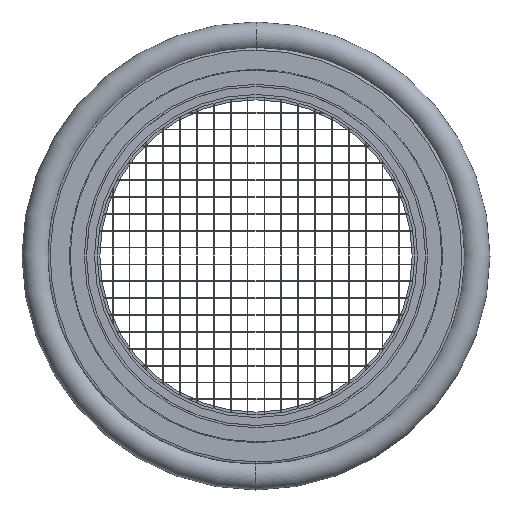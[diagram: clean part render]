
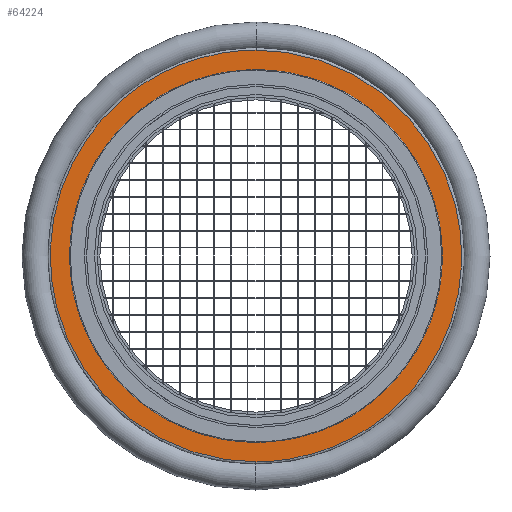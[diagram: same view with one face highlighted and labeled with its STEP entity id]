
A CAD part, left-side view. The second image highlights one B-rep face of the part: STEP entity #64224.
In plain terms, the highlighted planar face has unit normal (-1, 0, 0).
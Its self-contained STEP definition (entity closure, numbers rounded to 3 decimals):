
#3778 = CARTESIAN_POINT ( 'NONE',  ( -1.95, 77.098, 38.549 ) ) ;
#4278 = ORIENTED_EDGE ( 'NONE', *, *, #48223, .F. ) ;
#4878 = AXIS2_PLACEMENT_3D ( 'NONE', #40987, #8557, #46455 ) ;
#7911 = CARTESIAN_POINT ( 'NONE',  ( -1.95, 0., -34.9 ) ) ;
#8557 = DIRECTION ( 'NONE',  ( -1., 0., 0. ) ) ;
#9795 = CARTESIAN_POINT ( 'NONE',  ( -1.95, 0., 38.549 ) ) ;
#12337 = EDGE_CURVE ( 'NONE', #51008, #63077, #33511, .T. ) ;
#13162 = DIRECTION ( 'NONE',  ( 1., 0., 0. ) ) ;
#15264 = CARTESIAN_POINT ( 'NONE',  ( -1.95, -77.098, 38.549 ) ) ;
#16722 = FACE_BOUND ( 'NONE', #29706, .T. ) ;
#18050 =( BOUNDED_CURVE ( )  B_SPLINE_CURVE ( 3, ( #9795, #15264, #53205, #20666 ),
 .UNSPECIFIED., .F., .T. ) 
 B_SPLINE_CURVE_WITH_KNOTS ( ( 4, 4 ),
 ( 0., 1. ),
 .UNSPECIFIED. ) 
 CURVE ( )  GEOMETRIC_REPRESENTATION_ITEM ( )  RATIONAL_B_SPLINE_CURVE ( ( 1., 0.333, 0.333, 1. ) ) 
 REPRESENTATION_ITEM ( '' )  );
#18267 = EDGE_CURVE ( 'NONE', #63077, #51008, #55708, .T. ) ;
#20666 = CARTESIAN_POINT ( 'NONE',  ( -1.95, 0., -38.549 ) ) ;
#26618 = DIRECTION ( 'NONE',  ( -1., 0., 0. ) ) ;
#28500 = EDGE_CURVE ( 'NONE', #68648, #54146, #34810, .T. ) ;
#29643 = AXIS2_PLACEMENT_3D ( 'NONE', #59282, #26618, #64751 ) ;
#29706 = EDGE_LOOP ( 'NONE', ( #38014, #67283 ) ) ;
#29973 = CARTESIAN_POINT ( 'NONE',  ( -1.95, 0., 34.9 ) ) ;
#33511 = CIRCLE ( 'NONE', #29643, 34.9 ) ;
#33878 = EDGE_LOOP ( 'NONE', ( #4278, #41575 ) ) ;
#34810 =( BOUNDED_CURVE ( )  B_SPLINE_CURVE ( 3, ( #41696, #68837, #3778, #47151 ),
 .UNSPECIFIED., .F., .T. ) 
 B_SPLINE_CURVE_WITH_KNOTS ( ( 4, 4 ),
 ( 0., 1. ),
 .UNSPECIFIED. ) 
 CURVE ( )  GEOMETRIC_REPRESENTATION_ITEM ( )  RATIONAL_B_SPLINE_CURVE ( ( 1., 0.333, 0.333, 1. ) ) 
 REPRESENTATION_ITEM ( '' )  );
#38014 = ORIENTED_EDGE ( 'NONE', *, *, #18267, .F. ) ;
#39172 = CARTESIAN_POINT ( 'NONE',  ( -1.95, 0., 38.549 ) ) ;
#40987 = CARTESIAN_POINT ( 'NONE',  ( -1.95, 0., 0. ) ) ;
#41575 = ORIENTED_EDGE ( 'NONE', *, *, #28500, .F. ) ;
#41696 = CARTESIAN_POINT ( 'NONE',  ( -1.95, 0., -38.549 ) ) ;
#45682 = CARTESIAN_POINT ( 'NONE',  ( -1.95, 39.436, 0. ) ) ;
#46455 = DIRECTION ( 'NONE',  ( 0., 0., 1. ) ) ;
#47151 = CARTESIAN_POINT ( 'NONE',  ( -1.95, 0., 38.549 ) ) ;
#48223 = EDGE_CURVE ( 'NONE', #54146, #68648, #18050, .T. ) ;
#50922 = PLANE ( 'NONE',  #53471 ) ;
#51008 = VERTEX_POINT ( 'NONE', #7911 ) ;
#51157 = DIRECTION ( 'NONE',  ( 0., 0., -1. ) ) ;
#53205 = CARTESIAN_POINT ( 'NONE',  ( -1.95, -77.098, -38.549 ) ) ;
#53471 = AXIS2_PLACEMENT_3D ( 'NONE', #45682, #13162, #51157 ) ;
#54146 = VERTEX_POINT ( 'NONE', #39172 ) ;
#55708 = CIRCLE ( 'NONE', #4878, 34.9 ) ;
#59282 = CARTESIAN_POINT ( 'NONE',  ( -1.95, 0., 0. ) ) ;
#63077 = VERTEX_POINT ( 'NONE', #29973 ) ;
#64224 = ADVANCED_FACE ( 'NONE', ( #16722, #69386 ), #50922, .F. ) ;
#64751 = DIRECTION ( 'NONE',  ( 0., 0., 1. ) ) ;
#67283 = ORIENTED_EDGE ( 'NONE', *, *, #12337, .F. ) ;
#67551 = CARTESIAN_POINT ( 'NONE',  ( -1.95, 0., -38.549 ) ) ;
#68648 = VERTEX_POINT ( 'NONE', #67551 ) ;
#68837 = CARTESIAN_POINT ( 'NONE',  ( -1.95, 77.098, -38.549 ) ) ;
#69386 = FACE_OUTER_BOUND ( 'NONE', #33878, .T. ) ;
